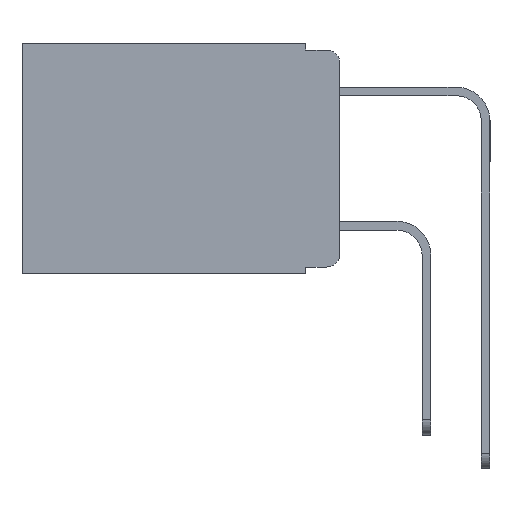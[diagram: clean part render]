
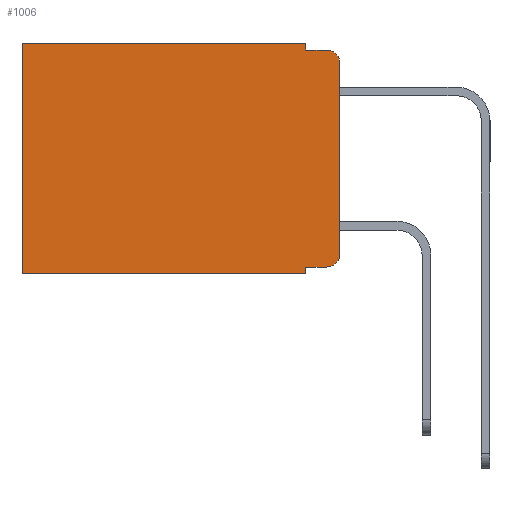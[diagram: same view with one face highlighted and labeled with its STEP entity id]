
A CAD part, left-side view. The second image highlights one B-rep face of the part: STEP entity #1006.
In plain terms, the highlighted planar face has unit normal (-1, 0, 0).
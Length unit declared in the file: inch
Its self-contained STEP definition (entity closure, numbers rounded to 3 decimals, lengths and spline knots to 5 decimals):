
#2 = VERTEX_POINT ( 'NONE', #3353 ) ;
#718 = EDGE_CURVE ( 'NONE', #10292, #5958, #12971, .T. ) ;
#770 = ORIENTED_EDGE ( 'NONE', *, *, #718, .F. ) ;
#771 = CARTESIAN_POINT ( 'NONE',  ( 0.298, 0., -0.313 ) ) ;
#855 = CARTESIAN_POINT ( 'NONE',  ( 0.298, 0.473, -0.343 ) ) ;
#961 = EDGE_CURVE ( 'NONE', #3881, #3457, #7567, .T. ) ;
#1006 = ADVANCED_FACE ( 'NONE', ( #2844 ), #11795, .F. ) ;
#1008 = CARTESIAN_POINT ( 'NONE',  ( 0.298, 0., -0.03 ) ) ;
#1233 = ORIENTED_EDGE ( 'NONE', *, *, #4372, .T. ) ;
#1307 = ORIENTED_EDGE ( 'NONE', *, *, #12174, .T. ) ;
#1346 = CARTESIAN_POINT ( 'NONE',  ( 0.298, 0.051, -0.333 ) ) ;
#1753 = CARTESIAN_POINT ( 'NONE',  ( 0.298, 0.02, -0.333 ) ) ;
#2371 = VECTOR ( 'NONE', #10170, 39.37008 ) ;
#2452 = VECTOR ( 'NONE', #2817, 39.37008 ) ;
#2459 = VECTOR ( 'NONE', #3231, 39.37008 ) ;
#2490 = ORIENTED_EDGE ( 'NONE', *, *, #9927, .F. ) ;
#2509 = EDGE_LOOP ( 'NONE', ( #10259, #8851, #6325, #770, #1307, #8237, #7822, #2490, #1233, #12685 ) ) ;
#2660 = AXIS2_PLACEMENT_3D ( 'NONE', #5403, #5312, #10961 ) ;
#2817 = DIRECTION ( 'NONE',  ( 0., -1., 0. ) ) ;
#2844 = FACE_OUTER_BOUND ( 'NONE', #2509, .T. ) ;
#3231 = DIRECTION ( 'NONE',  ( 0., -1., 0. ) ) ;
#3353 = CARTESIAN_POINT ( 'NONE',  ( 0.298, 0.051, -0.333 ) ) ;
#3457 = VERTEX_POINT ( 'NONE', #771 ) ;
#3881 = VERTEX_POINT ( 'NONE', #1753 ) ;
#4346 = CARTESIAN_POINT ( 'NONE',  ( 0.298, 0.051, 0. ) ) ;
#4372 = EDGE_CURVE ( 'NONE', #2, #3881, #5432, .T. ) ;
#4520 = CARTESIAN_POINT ( 'NONE',  ( 0.298, 0.02, -0.03 ) ) ;
#4650 = CARTESIAN_POINT ( 'NONE',  ( 0.298, 0.02, -0.01 ) ) ;
#4836 = CARTESIAN_POINT ( 'NONE',  ( 0.298, 0.473, 0. ) ) ;
#5050 = DIRECTION ( 'NONE',  ( 0., 0., -1. ) ) ;
#5097 = LINE ( 'NONE', #12746, #2452 ) ;
#5312 = DIRECTION ( 'NONE',  ( 1., 0., 0. ) ) ;
#5403 = CARTESIAN_POINT ( 'NONE',  ( 0.298, 0., 0. ) ) ;
#5432 = LINE ( 'NONE', #1346, #2459 ) ;
#5475 = AXIS2_PLACEMENT_3D ( 'NONE', #4520, #11544, #5522 ) ;
#5498 = CARTESIAN_POINT ( 'NONE',  ( 0.298, 0.051, -0.01 ) ) ;
#5522 = DIRECTION ( 'NONE',  ( 0., 0., -1. ) ) ;
#5780 = CARTESIAN_POINT ( 'NONE',  ( 0.298, 0.02, -0.313 ) ) ;
#5853 = DIRECTION ( 'NONE',  ( 0., 0., -1. ) ) ;
#5866 = CARTESIAN_POINT ( 'NONE',  ( 0.298, 0., 0. ) ) ;
#5920 = LINE ( 'NONE', #8761, #11266 ) ;
#5958 = VERTEX_POINT ( 'NONE', #5498 ) ;
#5997 = LINE ( 'NONE', #4836, #11010 ) ;
#6040 = LINE ( 'NONE', #8058, #11051 ) ;
#6325 = ORIENTED_EDGE ( 'NONE', *, *, #8471, .F. ) ;
#6498 = EDGE_CURVE ( 'NONE', #10951, #3457, #5920, .T. ) ;
#6597 = CARTESIAN_POINT ( 'NONE',  ( 0.298, 0.051, -0.343 ) ) ;
#6640 = VECTOR ( 'NONE', #6844, 39.37008 ) ;
#6844 = DIRECTION ( 'NONE',  ( 0., 1., 0. ) ) ;
#6968 = LINE ( 'NONE', #5866, #6640 ) ;
#7567 = CIRCLE ( 'NONE', #12915, 0.02 ) ;
#7822 = ORIENTED_EDGE ( 'NONE', *, *, #9362, .F. ) ;
#8040 = VERTEX_POINT ( 'NONE', #855 ) ;
#8058 = CARTESIAN_POINT ( 'NONE',  ( 0.298, 0., -0.343 ) ) ;
#8067 = CARTESIAN_POINT ( 'NONE',  ( 0.298, 0.051, 0. ) ) ;
#8237 = ORIENTED_EDGE ( 'NONE', *, *, #10807, .T. ) ;
#8471 = EDGE_CURVE ( 'NONE', #5958, #9798, #5097, .T. ) ;
#8730 = CARTESIAN_POINT ( 'NONE',  ( 0.298, 0.473, 0. ) ) ;
#8761 = CARTESIAN_POINT ( 'NONE',  ( 0.298, 0., 0. ) ) ;
#8851 = ORIENTED_EDGE ( 'NONE', *, *, #11926, .T. ) ;
#9362 = EDGE_CURVE ( 'NONE', #11317, #8040, #6040, .T. ) ;
#9798 = VERTEX_POINT ( 'NONE', #4650 ) ;
#9904 = DIRECTION ( 'NONE',  ( -1., 0., 0. ) ) ;
#9927 = EDGE_CURVE ( 'NONE', #2, #11317, #11039, .T. ) ;
#10096 = DIRECTION ( 'NONE',  ( 0., 1., 0. ) ) ;
#10170 = DIRECTION ( 'NONE',  ( 0., 0., -1. ) ) ;
#10259 = ORIENTED_EDGE ( 'NONE', *, *, #6498, .F. ) ;
#10292 = VERTEX_POINT ( 'NONE', #4346 ) ;
#10433 = VECTOR ( 'NONE', #12758, 39.37008 ) ;
#10807 = EDGE_CURVE ( 'NONE', #11411, #8040, #5997, .T. ) ;
#10951 = VERTEX_POINT ( 'NONE', #1008 ) ;
#10961 = DIRECTION ( 'NONE',  ( 0., 0., -1. ) ) ;
#11010 = VECTOR ( 'NONE', #5853, 39.37008 ) ;
#11039 = LINE ( 'NONE', #12799, #10433 ) ;
#11051 = VECTOR ( 'NONE', #10096, 39.37008 ) ;
#11266 = VECTOR ( 'NONE', #5050, 39.37008 ) ;
#11317 = VERTEX_POINT ( 'NONE', #6597 ) ;
#11395 = DIRECTION ( 'NONE',  ( 0., 0., -1. ) ) ;
#11411 = VERTEX_POINT ( 'NONE', #8730 ) ;
#11544 = DIRECTION ( 'NONE',  ( -1., 0., 0. ) ) ;
#11795 = PLANE ( 'NONE',  #2660 ) ;
#11926 = EDGE_CURVE ( 'NONE', #10951, #9798, #12129, .T. ) ;
#12129 = CIRCLE ( 'NONE', #5475, 0.02 ) ;
#12174 = EDGE_CURVE ( 'NONE', #10292, #11411, #6968, .T. ) ;
#12685 = ORIENTED_EDGE ( 'NONE', *, *, #961, .T. ) ;
#12746 = CARTESIAN_POINT ( 'NONE',  ( 0.298, 0.051, -0.01 ) ) ;
#12758 = DIRECTION ( 'NONE',  ( 0., 0., -1. ) ) ;
#12799 = CARTESIAN_POINT ( 'NONE',  ( 0.298, 0.051, 0. ) ) ;
#12915 = AXIS2_PLACEMENT_3D ( 'NONE', #5780, #9904, #11395 ) ;
#12971 = LINE ( 'NONE', #8067, #2371 ) ;
